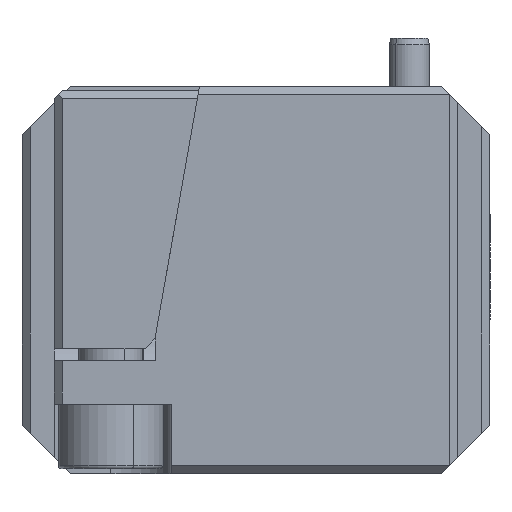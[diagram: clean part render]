
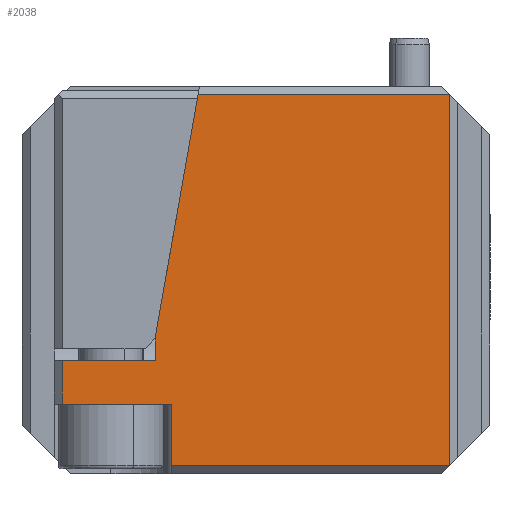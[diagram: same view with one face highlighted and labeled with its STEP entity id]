
A CAD part, left-side view. The second image highlights one B-rep face of the part: STEP entity #2038.
In plain terms, the highlighted planar face has unit normal (-1, 0, 0).
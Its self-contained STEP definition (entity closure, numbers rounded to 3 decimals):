
#32 = ORIENTED_EDGE ( 'NONE', *, *, #3337, .F. ) ;
#151 = EDGE_CURVE ( 'NONE', #21746, #10980, #17220, .T. ) ;
#1147 = LINE ( 'NONE', #14985, #13846 ) ;
#1196 = CARTESIAN_POINT ( 'NONE',  ( -140., 24., -15.4 ) ) ;
#1388 = VERTEX_POINT ( 'NONE', #9078 ) ;
#1904 = CARTESIAN_POINT ( 'NONE',  ( -140., 10.5, -23. ) ) ;
#2038 = ADVANCED_FACE ( 'NONE', ( #13063 ), #20338, .F. ) ;
#2573 = LINE ( 'NONE', #9501, #10737 ) ;
#2764 = VERTEX_POINT ( 'NONE', #1196 ) ;
#2923 = DIRECTION ( 'NONE',  ( 0., -0.174, 0.985 ) ) ;
#3180 = CARTESIAN_POINT ( 'NONE',  ( -140., 25., 23. ) ) ;
#3299 = CARTESIAN_POINT ( 'NONE',  ( -140., 12.5, 24. ) ) ;
#3330 = EDGE_CURVE ( 'NONE', #19629, #13946, #6615, .T. ) ;
#3337 = EDGE_CURVE ( 'NONE', #8378, #11731, #15572, .T. ) ;
#3408 = CARTESIAN_POINT ( 'NONE',  ( -140., 25., -10. ) ) ;
#3495 = CARTESIAN_POINT ( 'NONE',  ( -140., 25., -23. ) ) ;
#3521 = DIRECTION ( 'NONE',  ( 0., -1., 0. ) ) ;
#3820 = CARTESIAN_POINT ( 'NONE',  ( -140., 12.5, -10. ) ) ;
#4830 = EDGE_CURVE ( 'NONE', #17321, #19629, #17348, .T. ) ;
#5214 = DIRECTION ( 'NONE',  ( 0., 1., 0. ) ) ;
#5394 = ORIENTED_EDGE ( 'NONE', *, *, #151, .F. ) ;
#6099 = EDGE_LOOP ( 'NONE', ( #19248, #11460, #10158, #6703, #7811, #6347, #5394, #20434, #32 ) ) ;
#6347 = ORIENTED_EDGE ( 'NONE', *, *, #11244, .T. ) ;
#6582 = CARTESIAN_POINT ( 'NONE',  ( -140., 12.995, -10. ) ) ;
#6615 = LINE ( 'NONE', #13518, #15402 ) ;
#6703 = ORIENTED_EDGE ( 'NONE', *, *, #4830, .T. ) ;
#7288 = LINE ( 'NONE', #3299, #9018 ) ;
#7811 = ORIENTED_EDGE ( 'NONE', *, *, #3330, .T. ) ;
#8132 = VECTOR ( 'NONE', #2923, 1000. ) ;
#8342 = EDGE_CURVE ( 'NONE', #8378, #2764, #2573, .T. ) ;
#8378 = VERTEX_POINT ( 'NONE', #13217 ) ;
#8599 = DIRECTION ( 'NONE',  ( 0., -1., 0. ) ) ;
#9018 = VECTOR ( 'NONE', #22353, 1000. ) ;
#9078 = CARTESIAN_POINT ( 'NONE',  ( -140., 10.5, -15.4 ) ) ;
#9501 = CARTESIAN_POINT ( 'NONE',  ( -140., 24., 24. ) ) ;
#10158 = ORIENTED_EDGE ( 'NONE', *, *, #22045, .T. ) ;
#10737 = VECTOR ( 'NONE', #14395, 1000. ) ;
#10980 = VERTEX_POINT ( 'NONE', #17728 ) ;
#11244 = EDGE_CURVE ( 'NONE', #13946, #10980, #18626, .T. ) ;
#11460 = ORIENTED_EDGE ( 'NONE', *, *, #19321, .T. ) ;
#11589 = DIRECTION ( 'NONE',  ( 0., 0., -1. ) ) ;
#11731 = VERTEX_POINT ( 'NONE', #3820 ) ;
#13063 = FACE_OUTER_BOUND ( 'NONE', #6099, .T. ) ;
#13217 = CARTESIAN_POINT ( 'NONE',  ( -140., 24., -10. ) ) ;
#13283 = DIRECTION ( 'NONE',  ( 1., 0., 0. ) ) ;
#13518 = CARTESIAN_POINT ( 'NONE',  ( -140., -24., 24. ) ) ;
#13846 = VECTOR ( 'NONE', #16798, 1000. ) ;
#13946 = VERTEX_POINT ( 'NONE', #17299 ) ;
#14395 = DIRECTION ( 'NONE',  ( 0., 0., -1. ) ) ;
#14985 = CARTESIAN_POINT ( 'NONE',  ( -140., 10.5, 24. ) ) ;
#15402 = VECTOR ( 'NONE', #20454, 1000. ) ;
#15572 = LINE ( 'NONE', #3408, #19372 ) ;
#15683 = CARTESIAN_POINT ( 'NONE',  ( -140., 25., -15.4 ) ) ;
#16476 = CARTESIAN_POINT ( 'NONE',  ( -140., -24., -23. ) ) ;
#16798 = DIRECTION ( 'NONE',  ( 0., 0., -1. ) ) ;
#17220 = LINE ( 'NONE', #6582, #8132 ) ;
#17265 = CARTESIAN_POINT ( 'NONE',  ( -140., 12.5, -7.192 ) ) ;
#17299 = CARTESIAN_POINT ( 'NONE',  ( -140., -24., 23. ) ) ;
#17321 = VERTEX_POINT ( 'NONE', #1904 ) ;
#17348 = LINE ( 'NONE', #3495, #20592 ) ;
#17367 = VECTOR ( 'NONE', #20560, 1000. ) ;
#17728 = CARTESIAN_POINT ( 'NONE',  ( -140., 7.176, 23. ) ) ;
#18626 = LINE ( 'NONE', #3180, #19918 ) ;
#18713 = EDGE_CURVE ( 'NONE', #11731, #21746, #7288, .T. ) ;
#18856 = LINE ( 'NONE', #15683, #17367 ) ;
#19248 = ORIENTED_EDGE ( 'NONE', *, *, #8342, .T. ) ;
#19321 = EDGE_CURVE ( 'NONE', #2764, #1388, #18856, .T. ) ;
#19372 = VECTOR ( 'NONE', #3521, 1000. ) ;
#19629 = VERTEX_POINT ( 'NONE', #16476 ) ;
#19918 = VECTOR ( 'NONE', #5214, 1000. ) ;
#19973 = AXIS2_PLACEMENT_3D ( 'NONE', #21914, #13283, #11589 ) ;
#20338 = PLANE ( 'NONE',  #19973 ) ;
#20434 = ORIENTED_EDGE ( 'NONE', *, *, #18713, .F. ) ;
#20454 = DIRECTION ( 'NONE',  ( 0., 0., 1. ) ) ;
#20560 = DIRECTION ( 'NONE',  ( 0., -1., 0. ) ) ;
#20592 = VECTOR ( 'NONE', #8599, 1000. ) ;
#21746 = VERTEX_POINT ( 'NONE', #17265 ) ;
#21914 = CARTESIAN_POINT ( 'NONE',  ( -140., 25., 24. ) ) ;
#22045 = EDGE_CURVE ( 'NONE', #1388, #17321, #1147, .T. ) ;
#22353 = DIRECTION ( 'NONE',  ( 0., 0., 1. ) ) ;
